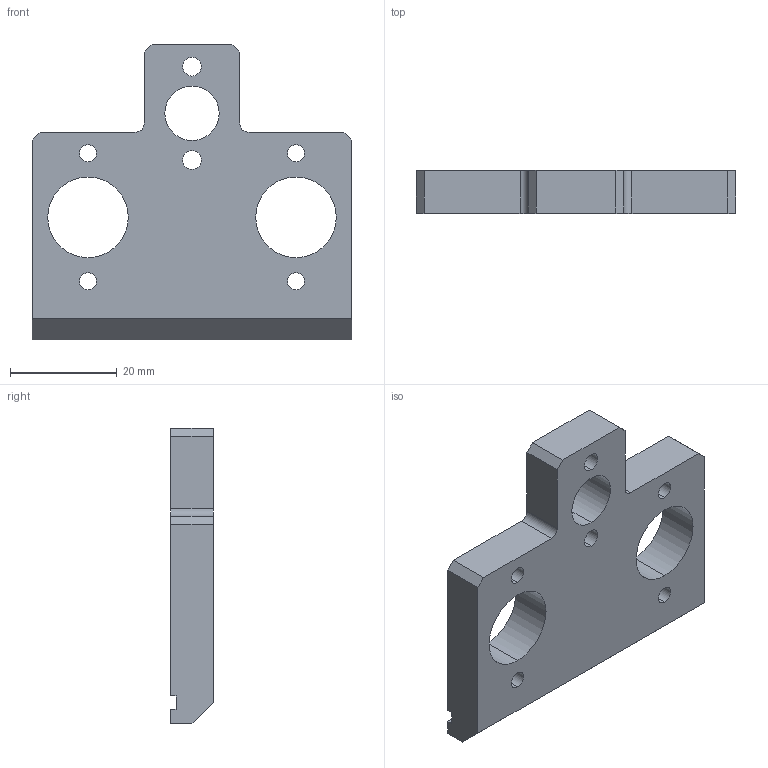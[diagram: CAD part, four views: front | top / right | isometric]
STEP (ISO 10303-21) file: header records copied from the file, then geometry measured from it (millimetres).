
FILE_DESCRIPTION (( 'STEP AP214' ), '1' );
FILE_NAME ('2魂雄ヵ旯.STEP', '2024-08-08T14:44:18', ( '' ), ( '' ), 'SwSTEP 2.0', 'SolidWorks 2020', '' );
FILE_SCHEMA (( 'AUTOMOTIVE_DESIGN' ));
Length unit declared in the file: millimetre
Products named in the file (1): 2魂雄ヵ旯
Bounding box: 60 x 8 x 55.5 mm (x, y, z)
Volume: 16422.9 mm3; surface area: 7529.1 mm2
Topology: 1 solids, 1 shells, 51 faces, 135 edges, 86 vertices
Faces by surface type: cylinder 20, plane 19, cone 12
Entity records: 1655 total; most frequent: DIRECTION 291, CARTESIAN_POINT 273, ORIENTED_EDGE 270, EDGE_CURVE 135, AXIS2_PLACEMENT_3D 104, VERTEX_POINT 86, VECTOR 83, LINE 83
